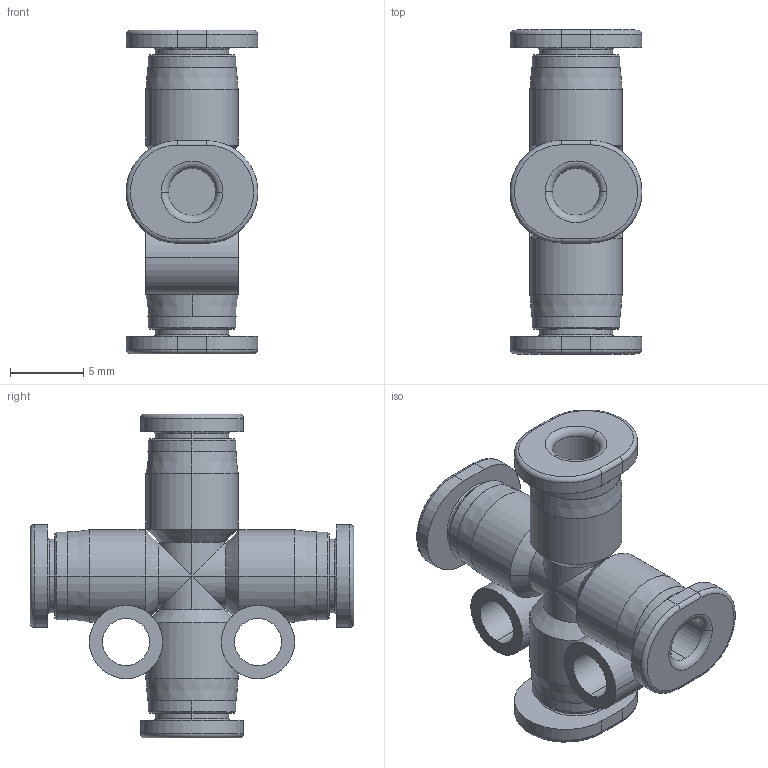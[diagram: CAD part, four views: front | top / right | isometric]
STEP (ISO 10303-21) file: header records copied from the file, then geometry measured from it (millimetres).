
FILE_DESCRIPTION((''),'2;1');
FILE_NAME('PZA03C-mdt.stp','2017-07-24T17:05:05',(''),(''),'Mechanical Desktop 2009','Mechanical Desktop 2009',', , ');
FILE_SCHEMA(('CONFIG_CONTROL_DESIGN'));
Length unit declared in the file: millimetre
Products named in the file (4): PZA03C-MDTA; PZA03C-MDT; COLLAR-L03C; COLLAR-L03C-L
Assembly tree (5 placements, depth 2):
  PZA03C-MDTA
    PZA03C-MDT
    COLLAR-L03C  x2
    COLLAR-L03C-L  x2
Bounding box: 9 x 22.1 x 22.1 mm (x, y, z)
Volume: 1019.8 mm3; surface area: 1713.6 mm2
Topology: 1 solids, 1 shells, 144 faces, 318 edges, 190 vertices
Faces by surface type: cylinder 64, plane 32, cone 24, torus 16, bspline 8
Entity records: 4712 total; most frequent: CARTESIAN_POINT 1283, DIRECTION 774, ORIENTED_EDGE 636, AXIS2_PLACEMENT_3D 330, EDGE_CURVE 318, VERTEX_POINT 190, CIRCLE 184, EDGE_LOOP 166
